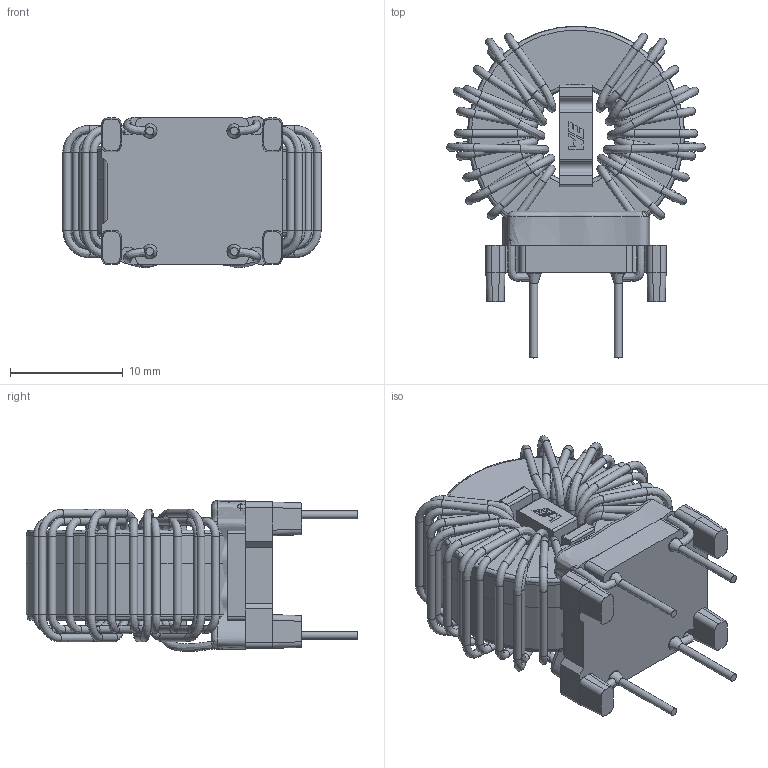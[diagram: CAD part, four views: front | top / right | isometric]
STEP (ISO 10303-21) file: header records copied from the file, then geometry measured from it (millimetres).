
FILE_DESCRIPTION(/* description */ ('Unknown'),/* implementation_level */ '2;1');
FILE_NAME(/* name */ '7448030509',/* time_stamp */ '2023-11-22T15:50:18+01:00',/* author */ ('Unknown'),/* organization */ ('Unknown'),/* preprocessor_version */ 'ST-DEVELOPER v16.7',/* originating_system */ 'Solid Edge',/* authorisation */ 'Unknown');
FILE_SCHEMA (('AUTOMOTIVE_DESIGN {1 0 10303 214 3 1 1}'));
Length unit declared in the file: millimetre
Products named in the file (17): 7448030509; 744803XXXX-1_ASM_1_ASM; BASE-4P-17_1; CASE-T1610-3AB_ASM_ASM_1_ASM; CASE-T1610-3_20210505_ASM_20_AS_ASM; CASE-T1610-3B_12_1; CASE-T1610-3A_11_1; PRT0001_5_ASM_1_ASM; MANIFOLD_SOLID_BREP_3668_1; MANIFOLD_SOLID_BREP_3756_1; MANIFOLD_SOLID_BREP_3844_1; MANIFOLD_SOLID_BREP_3932_1; SPACER-0909-1_1; turns_Mnew; tesaM; glueM4; solderM3
Assembly tree (16 placements, depth 6):
  7448030509
    744803XXXX-1_ASM_1_ASM
      BASE-4P-17_1
      CASE-T1610-3AB_ASM_ASM_1_ASM
        CASE-T1610-3_20210505_ASM_20_AS_ASM
          CASE-T1610-3B_12_1
          CASE-T1610-3A_11_1
          PRT0001_5_ASM_1_ASM
            MANIFOLD_SOLID_BREP_3668_1
            MANIFOLD_SOLID_BREP_3756_1
            MANIFOLD_SOLID_BREP_3844_1
            MANIFOLD_SOLID_BREP_3932_1
      SPACER-0909-1_1
    turns_Mnew
    tesaM
    glueM4
    solderM3
Bounding box: 22.93 x 29.46 x 13.42 mm (x, y, z)
Volume: 2551.9 mm3; surface area: 7106.8 mm2
Topology: 16 solids, 16 shells, 578 faces, 1324 edges, 793 vertices
Faces by surface type: plane 203, cylinder 194, bspline 97, torus 69, cone 15
Full cylindrical faces by diameter (mm): 0.7 x126, 8.3 x1, 9.7 x2, 16.7 x2, 19.3 x1, 19.32 x1
Entity records: 34251 total; most frequent: CARTESIAN_POINT 20738, DIRECTION 2365, ORIENTED_EDGE 1962, EDGE_CURVE 981, AXIS2_PLACEMENT_3D 948, EDGE_LOOP 899, FACE_BOUND 899, VERTEX_POINT 746
